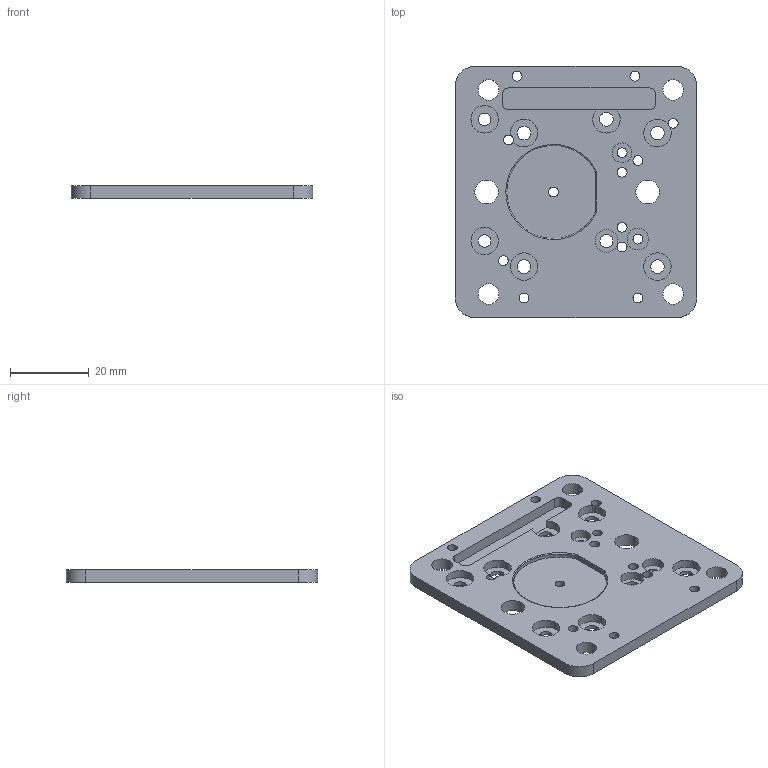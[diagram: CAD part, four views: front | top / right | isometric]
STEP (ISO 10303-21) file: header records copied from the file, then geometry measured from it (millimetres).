
FILE_DESCRIPTION (( 'STEP AP203' ), '1' );
FILE_NAME ('XC-Toolplate v1.4.STEP', '2021-06-17T12:46:27', ( '' ), ( '' ), 'SwSTEP 2.0', 'SolidWorks 2020', '' );
FILE_SCHEMA (( 'CONFIG_CONTROL_DESIGN' ));
Length unit declared in the file: millimetre
Products named in the file (1): XC-Toolplate v1.4
Bounding box: 61.5 x 64 x 3.18 mm (x, y, z)
Volume: 9849.2 mm3; surface area: 9495 mm2
Topology: 1 solids, 1 shells, 113 faces, 303 edges, 201 vertices
Faces by surface type: cylinder 88, plane 23, torus 2
Entity records: 3843 total; most frequent: DIRECTION 706, CARTESIAN_POINT 648, ORIENTED_EDGE 606, EDGE_CURVE 303, AXIS2_PLACEMENT_3D 293, VERTEX_POINT 201, CIRCLE 179, EDGE_LOOP 178
